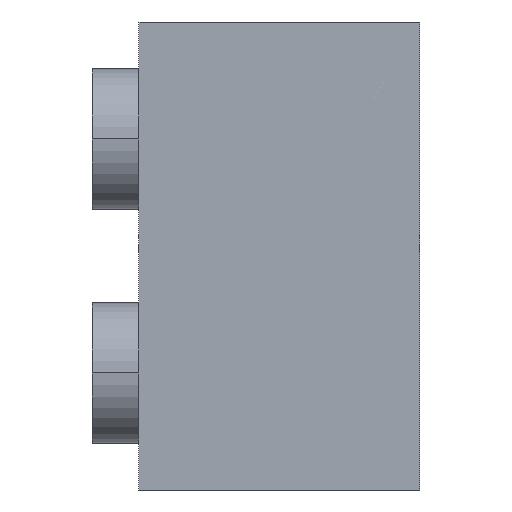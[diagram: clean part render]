
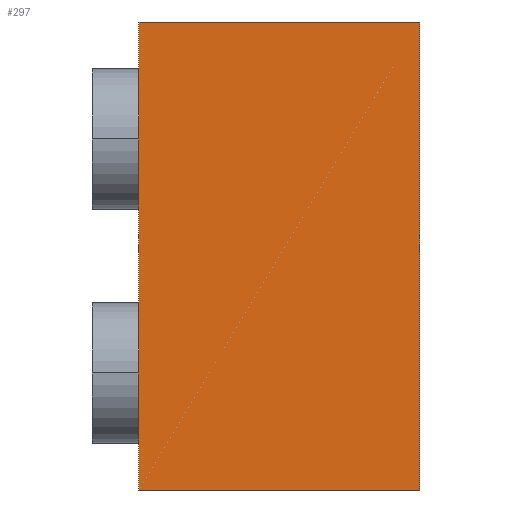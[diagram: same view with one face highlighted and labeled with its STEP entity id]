
A CAD part, left-side view. The second image highlights one B-rep face of the part: STEP entity #297.
In plain terms, the highlighted planar face has unit normal (-1, 0, 0).
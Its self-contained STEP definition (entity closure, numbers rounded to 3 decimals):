
#297=ADVANCED_FACE('',(#607),#608,.F.);
#607=FACE_OUTER_BOUND('',#922,.T.);
#608=PLANE('',#923);
#922=EDGE_LOOP('',(#1640,#1641,#1642,#1643));
#923=AXIS2_PLACEMENT_3D('',#1644,#1645,#1646);
#1640=ORIENTED_EDGE('',*,*,#1962,.T.);
#1641=ORIENTED_EDGE('',*,*,#1956,.F.);
#1642=ORIENTED_EDGE('',*,*,#1959,.F.);
#1643=ORIENTED_EDGE('',*,*,#1951,.F.);
#1644=CARTESIAN_POINT('',(-4.0,4.8,4.0));
#1645=DIRECTION('',(1.0,0.0,0.0));
#1646=DIRECTION('',(0.0,0.0,-1.0));
#1951=EDGE_CURVE('',#2347,#2349,#2350,.T.);
#1956=EDGE_CURVE('',#2356,#2358,#2359,.T.);
#1959=EDGE_CURVE('',#2349,#2356,#2362,.T.);
#1962=EDGE_CURVE('',#2347,#2358,#2365,.T.);
#2347=VERTEX_POINT('',#2809);
#2349=VERTEX_POINT('',#2812);
#2350=LINE('',#2813,#2814);
#2356=VERTEX_POINT('',#2822);
#2358=VERTEX_POINT('',#2825);
#2359=LINE('',#2826,#2827);
#2362=LINE('',#2831,#2832);
#2365=LINE('',#2836,#2837);
#2809=CARTESIAN_POINT('',(-4.0,9.6,12.0));
#2812=CARTESIAN_POINT('',(-4.0,0.0,12.0));
#2813=CARTESIAN_POINT('',(-4.0,4.8,12.0));
#2814=VECTOR('',#3250,1.0);
#2822=CARTESIAN_POINT('',(-4.0,0.0,-4.0));
#2825=CARTESIAN_POINT('',(-4.0,9.6,-4.0));
#2826=CARTESIAN_POINT('',(-4.0,4.8,-4.0));
#2827=VECTOR('',#3254,1.0);
#2831=CARTESIAN_POINT('',(-4.0,0.0,4.0));
#2832=VECTOR('',#3256,1.0);
#2836=CARTESIAN_POINT('',(-4.0,9.6,4.0));
#2837=VECTOR('',#3258,1.0);
#3250=DIRECTION('',(0.0,-1.0,0.0));
#3254=DIRECTION('',(0.0,1.0,0.0));
#3256=DIRECTION('',(0.0,0.0,-1.0));
#3258=DIRECTION('',(0.0,0.0,-1.0));
